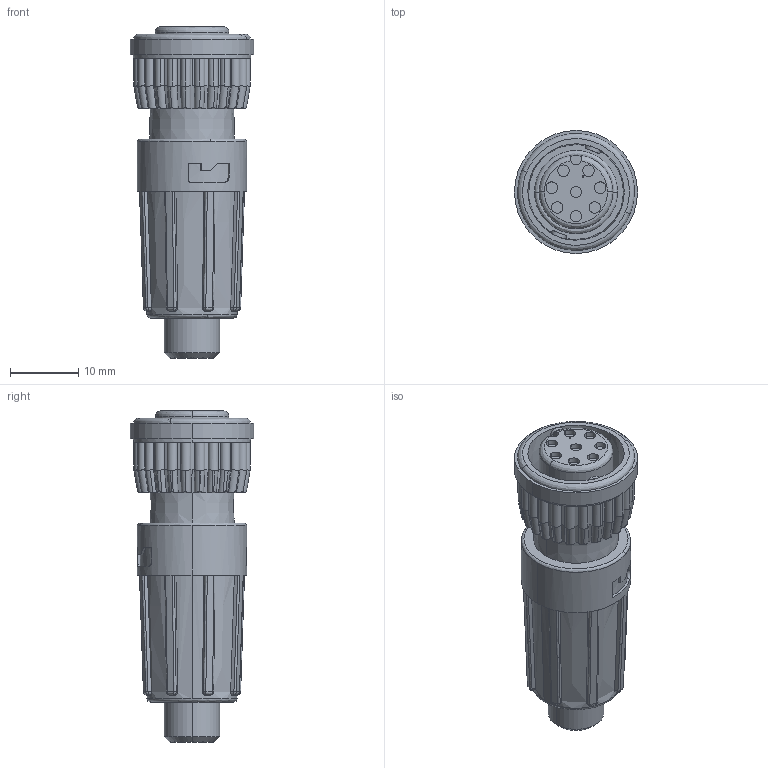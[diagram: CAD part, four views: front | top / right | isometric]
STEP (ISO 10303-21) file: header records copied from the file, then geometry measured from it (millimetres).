
FILE_DESCRIPTION (( 'STEP AP203' ), '1' );
FILE_NAME ('6282-8SG-5XX.STEP', '2017-04-06T20:57:37', ( '' ), ( '' ), 'SwSTEP 2.0', 'SolidWorks 2014', '' );
FILE_SCHEMA (( 'CONFIG_CONTROL_DESIGN' ));
Length unit declared in the file: inch
Products named in the file (1): 6282-8SG-5XX
Bounding box: 18.03 x 18.03 x 48.64 mm (x, y, z)
Volume: 7211.3 mm3; surface area: 3691.2 mm2
Topology: 1 solids, 1 shells, 413 faces, 1129 edges, 719 vertices
Faces by surface type: cylinder 204, bspline 101, plane 99, cone 9
Entity records: 19355 total; most frequent: CARTESIAN_POINT 10406, ORIENTED_EDGE 2222, DIRECTION 1457, EDGE_CURVE 1111, VERTEX_POINT 719, AXIS2_PLACEMENT_3D 571, EDGE_LOOP 432, ADVANCED_FACE 413
